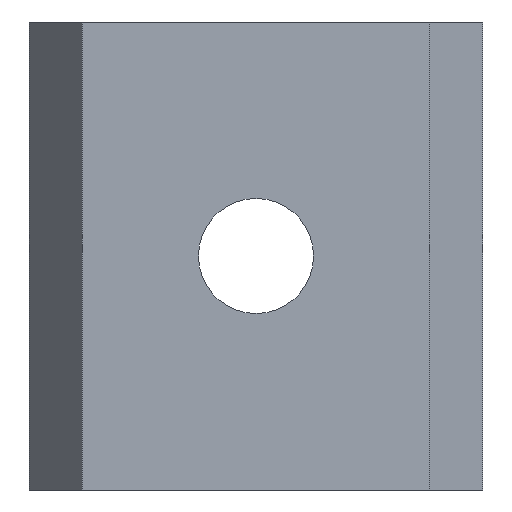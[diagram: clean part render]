
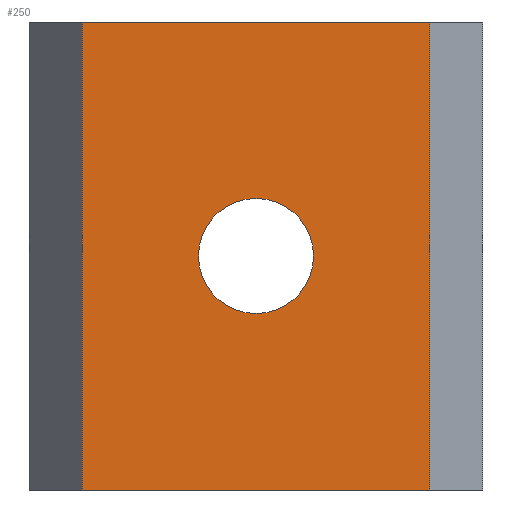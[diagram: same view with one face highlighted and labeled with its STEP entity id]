
A CAD part, front view. The second image highlights one B-rep face of the part: STEP entity #250.
In plain terms, the highlighted planar face has unit normal (0, -1, 0).
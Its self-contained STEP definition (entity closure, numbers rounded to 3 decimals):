
#18=LINE('',#346,#48);
#41=LINE('',#393,#71);
#43=LINE('',#396,#73);
#44=LINE('',#397,#74);
#48=VECTOR('',#283,20.);
#71=VECTOR('',#322,20.);
#73=VECTOR('',#326,14.853);
#74=VECTOR('',#327,14.853);
#84=PLANE('',#267);
#89=FACE_BOUND('',#116,.T.);
#100=FACE_OUTER_BOUND('',#115,.T.);
#115=EDGE_LOOP('',(#214,#215,#216,#217));
#116=EDGE_LOOP('',(#218));
#119=CIRCLE('',#256,2.459);
#121=VERTEX_POINT('',#334);
#123=VERTEX_POINT('',#339);
#126=VERTEX_POINT('',#344);
#141=VERTEX_POINT('',#390);
#142=VERTEX_POINT('',#392);
#143=EDGE_CURVE('',#121,#121,#119,.T.);
#148=EDGE_CURVE('',#126,#123,#18,.T.);
#171=EDGE_CURVE('',#142,#141,#41,.T.);
#173=EDGE_CURVE('',#141,#123,#43,.T.);
#174=EDGE_CURVE('',#126,#142,#44,.T.);
#214=ORIENTED_EDGE('',*,*,#173,.T.);
#215=ORIENTED_EDGE('',*,*,#148,.F.);
#216=ORIENTED_EDGE('',*,*,#174,.T.);
#217=ORIENTED_EDGE('',*,*,#171,.T.);
#218=ORIENTED_EDGE('',*,*,#143,.T.);
#250=ADVANCED_FACE('',(#100,#89),#84,.T.);
#256=AXIS2_PLACEMENT_3D('',#335,#274,#275);
#267=AXIS2_PLACEMENT_3D('',#395,#324,#325);
#274=DIRECTION('center_axis',(0.,1.,0.));
#275=DIRECTION('ref_axis',(1.,0.,0.));
#283=DIRECTION('',(0.,0.,1.));
#322=DIRECTION('',(0.,0.,1.));
#324=DIRECTION('center_axis',(0.,-1.,0.));
#325=DIRECTION('ref_axis',(0.,0.,-1.));
#326=DIRECTION('',(-1.,0.,0.));
#327=DIRECTION('',(1.,0.,0.));
#334=CARTESIAN_POINT('',(-4.898,0.,10.));
#335=CARTESIAN_POINT('Origin',(-2.439,0.,10.));
#339=CARTESIAN_POINT('',(-9.866,0.,20.));
#344=CARTESIAN_POINT('',(-9.866,0.,0.));
#346=CARTESIAN_POINT('',(-9.866,0.,0.));
#390=CARTESIAN_POINT('',(4.987,0.,20.));
#392=CARTESIAN_POINT('',(4.987,0.,0.));
#393=CARTESIAN_POINT('',(4.987,0.,0.));
#395=CARTESIAN_POINT('Origin',(4.987,0.,0.));
#396=CARTESIAN_POINT('',(-9.866,0.,20.));
#397=CARTESIAN_POINT('',(-2.439,0.,0.));
